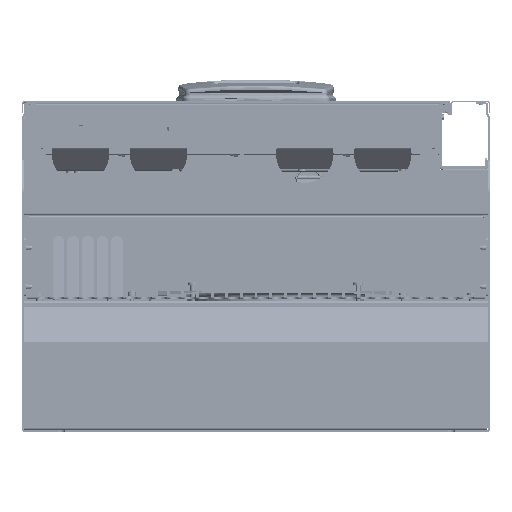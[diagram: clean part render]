
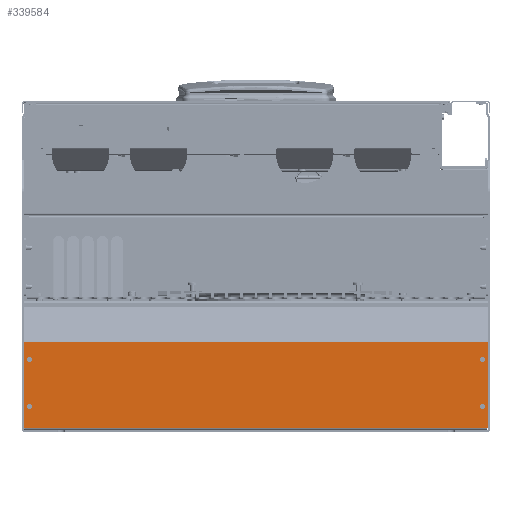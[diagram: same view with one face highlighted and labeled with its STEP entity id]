
A CAD part, front view. The second image highlights one B-rep face of the part: STEP entity #339584.
In plain terms, the highlighted planar face has unit normal (0, -1, 0).
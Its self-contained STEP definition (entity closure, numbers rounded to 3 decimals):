
#336237=DIRECTION('',(-1.,0.,0.));
#336238=VECTOR('',#336237,474.6);
#336239=CARTESIAN_POINT('',(214.569,-784.4,
-152.));
#336240=LINE('',#336239,#336238);
#336251=DIRECTION('',(1.,0.,0.));
#336252=VECTOR('',#336251,0.5);
#336253=CARTESIAN_POINT('',(-260.531,-784.4,
-152.));
#336254=LINE('',#336253,#336252);
#336258=DIRECTION('',(0.,0.,-1.));
#336259=VECTOR('',#336258,87.866);
#336260=CARTESIAN_POINT('',(-260.531,-784.4,
-64.134));
#336261=LINE('',#336260,#336259);
#336265=DIRECTION('',(0.,0.,1.));
#336266=VECTOR('',#336265,87.866);
#336267=CARTESIAN_POINT('',(215.069,-784.4,
-152.));
#336268=LINE('',#336267,#336266);
#336272=DIRECTION('',(1.,0.,0.));
#336273=VECTOR('',#336272,0.5);
#336274=CARTESIAN_POINT('',(214.569,-784.4,
-152.));
#336275=LINE('',#336274,#336273);
#336279=CARTESIAN_POINT('',(209.77,-784.4,
-81.75));
#336280=DIRECTION('',(0.,1.,0.));
#336281=DIRECTION('',(0.,0.,1.));
#336282=AXIS2_PLACEMENT_3D('',#336279,#336280,#336281);
#336287=CARTESIAN_POINT('',(209.77,-784.4,
-81.75));
#336288=DIRECTION('',(0.,1.,0.));
#336289=DIRECTION('',(0.,0.,-1.));
#336290=AXIS2_PLACEMENT_3D('',#336287,#336288,#336289);
#336295=CARTESIAN_POINT('',(209.77,-784.4,
-129.75));
#336296=DIRECTION('',(0.,1.,0.));
#336297=DIRECTION('',(0.,0.,1.));
#336298=AXIS2_PLACEMENT_3D('',#336295,#336296,#336297);
#336303=CARTESIAN_POINT('',(209.77,-784.4,
-129.75));
#336304=DIRECTION('',(0.,1.,0.));
#336305=DIRECTION('',(0.,0.,-1.));
#336306=AXIS2_PLACEMENT_3D('',#336303,#336304,#336305);
#336311=CARTESIAN_POINT('',(-255.23,-784.4,
-129.75));
#336312=DIRECTION('',(0.,1.,0.));
#336313=DIRECTION('',(0.,0.,1.));
#336314=AXIS2_PLACEMENT_3D('',#336311,#336312,#336313);
#336319=CARTESIAN_POINT('',(-255.23,-784.4,
-129.75));
#336320=DIRECTION('',(0.,1.,0.));
#336321=DIRECTION('',(0.,0.,-1.));
#336322=AXIS2_PLACEMENT_3D('',#336319,#336320,#336321);
#336327=CARTESIAN_POINT('',(-255.23,-784.4,
-81.75));
#336328=DIRECTION('',(0.,1.,0.));
#336329=DIRECTION('',(0.,0.,1.));
#336330=AXIS2_PLACEMENT_3D('',#336327,#336328,#336329);
#336335=CARTESIAN_POINT('',(-255.23,-784.4,
-81.75));
#336336=DIRECTION('',(0.,1.,0.));
#336337=DIRECTION('',(0.,0.,-1.));
#336338=AXIS2_PLACEMENT_3D('',#336335,#336336,#336337);
#336857=DIRECTION('',(1.,0.,0.));
#336858=VECTOR('',#336857,475.6);
#336859=CARTESIAN_POINT('',(-260.531,-784.4,
-64.134));
#336860=LINE('',#336859,#336858);
#337593=CARTESIAN_POINT('',(209.77,-784.4,
-84.35));
#337595=VERTEX_POINT('',#337593);
#337597=CARTESIAN_POINT('',(209.77,-784.4,
-79.15));
#337599=VERTEX_POINT('',#337597);
#337601=CARTESIAN_POINT('',(209.77,-784.4,
-132.35));
#337603=VERTEX_POINT('',#337601);
#337605=CARTESIAN_POINT('',(209.77,-784.4,
-127.15));
#337607=VERTEX_POINT('',#337605);
#337609=CARTESIAN_POINT('',(-255.23,-784.4,
-132.35));
#337611=VERTEX_POINT('',#337609);
#337613=CARTESIAN_POINT('',(-255.23,-784.4,
-127.15));
#337615=VERTEX_POINT('',#337613);
#337617=CARTESIAN_POINT('',(-255.23,-784.4,
-84.35));
#337619=VERTEX_POINT('',#337617);
#337621=CARTESIAN_POINT('',(-255.23,-784.4,
-79.15));
#337623=VERTEX_POINT('',#337621);
#337948=CARTESIAN_POINT('',(215.069,-784.4,
-152.));
#337949=VERTEX_POINT('',#337948);
#337950=CARTESIAN_POINT('',(215.069,-784.4,
-64.134));
#337951=VERTEX_POINT('',#337950);
#337952=CARTESIAN_POINT('',(-260.531,-784.4,
-64.134));
#337953=CARTESIAN_POINT('',(-260.531,-784.4,
-152.));
#337954=VERTEX_POINT('',#337952);
#337955=VERTEX_POINT('',#337953);
#337960=CARTESIAN_POINT('',(-260.031,-784.4,
-152.));
#337961=VERTEX_POINT('',#337960);
#337966=CARTESIAN_POINT('',(214.569,-784.4,
-152.));
#337967=VERTEX_POINT('',#337966);
#339542=CARTESIAN_POINT('',(-22.731,-784.4,
-108.067));
#339543=DIRECTION('',(0.,1.,0.));
#339544=DIRECTION('',(0.,0.,-1.));
#339545=AXIS2_PLACEMENT_3D('',#339542,#339543,#339544);
#339546=PLANE('',#339545);
#339547=ORIENTED_EDGE('',*,*,#339535,.T.);
#339549=ORIENTED_EDGE('',*,*,#339548,.F.);
#339551=ORIENTED_EDGE('',*,*,#339550,.F.);
#339553=ORIENTED_EDGE('',*,*,#339552,.T.);
#339555=ORIENTED_EDGE('',*,*,#339554,.F.);
#339557=ORIENTED_EDGE('',*,*,#339556,.F.);
#339558=EDGE_LOOP('',(#339547,#339549,#339551,#339553,#339555,#339557));
#339559=FACE_OUTER_BOUND('',#339558,.F.);
#339561=ORIENTED_EDGE('',*,*,#339560,.F.);
#339563=ORIENTED_EDGE('',*,*,#339562,.F.);
#339564=EDGE_LOOP('',(#339561,#339563));
#339565=FACE_BOUND('',#339564,.F.);
#339567=ORIENTED_EDGE('',*,*,#339566,.F.);
#339569=ORIENTED_EDGE('',*,*,#339568,.F.);
#339570=EDGE_LOOP('',(#339567,#339569));
#339571=FACE_BOUND('',#339570,.F.);
#339573=ORIENTED_EDGE('',*,*,#339572,.F.);
#339575=ORIENTED_EDGE('',*,*,#339574,.F.);
#339576=EDGE_LOOP('',(#339573,#339575));
#339577=FACE_BOUND('',#339576,.F.);
#339579=ORIENTED_EDGE('',*,*,#339578,.F.);
#339581=ORIENTED_EDGE('',*,*,#339580,.F.);
#339582=EDGE_LOOP('',(#339579,#339581));
#339583=FACE_BOUND('',#339582,.F.);
#339584=ADVANCED_FACE('',(#339559,#339565,#339571,#339577,#339583),#339546,.F.);
#336283=CIRCLE('',#336282,2.6);
#336291=CIRCLE('',#336290,2.6);
#336299=CIRCLE('',#336298,2.6);
#336307=CIRCLE('',#336306,2.6);
#336315=CIRCLE('',#336314,2.6);
#336323=CIRCLE('',#336322,2.6);
#336331=CIRCLE('',#336330,2.6);
#336339=CIRCLE('',#336338,2.6);
#339535=EDGE_CURVE('',#337967,#337961,#336240,.T.);
#339548=EDGE_CURVE('',#337955,#337961,#336254,.T.);
#339550=EDGE_CURVE('',#337954,#337955,#336261,.T.);
#339552=EDGE_CURVE('',#337954,#337951,#336860,.T.);
#339554=EDGE_CURVE('',#337949,#337951,#336268,.T.);
#339556=EDGE_CURVE('',#337967,#337949,#336275,.T.);
#339560=EDGE_CURVE('',#337599,#337595,#336283,.T.);
#339562=EDGE_CURVE('',#337595,#337599,#336291,.T.);
#339566=EDGE_CURVE('',#337607,#337603,#336299,.T.);
#339568=EDGE_CURVE('',#337603,#337607,#336307,.T.);
#339572=EDGE_CURVE('',#337615,#337611,#336315,.T.);
#339574=EDGE_CURVE('',#337611,#337615,#336323,.T.);
#339578=EDGE_CURVE('',#337623,#337619,#336331,.T.);
#339580=EDGE_CURVE('',#337619,#337623,#336339,.T.);
